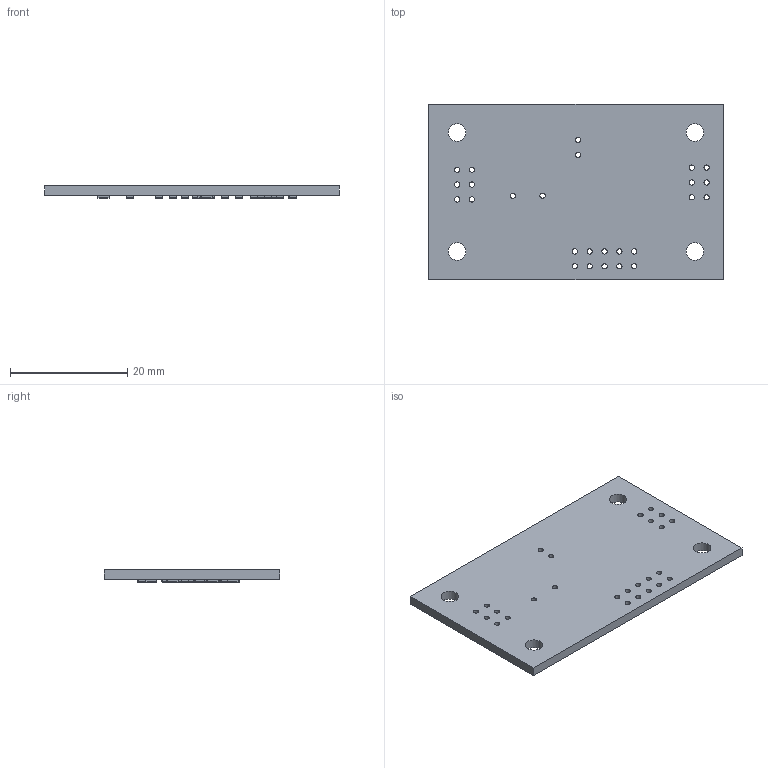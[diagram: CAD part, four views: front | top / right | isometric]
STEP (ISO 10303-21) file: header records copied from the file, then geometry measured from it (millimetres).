
FILE_DESCRIPTION(('KiCad electronic assembly'),'2;1');
FILE_NAME('PCRD01.step','2023-04-12T13:17:03',('Pcbnew'),('Kicad'), 'Open CASCADE STEP processor 7.5','KiCad to STEP converter','Unknown' );
FILE_SCHEMA(('AUTOMOTIVE_DESIGN { 1 0 10303 214 1 1 1 1 }'));
Length unit declared in the file: millimetre
Products named in the file (4): PCRD01 1; R_0805_2012Metric; SOLID; tmp5e2q1wsv PCB
Assembly tree (25 placements, depth 3):
  PCRD01 1
    R_0805_2012Metric  x23
      SOLID
    tmp5e2q1wsv PCB
Bounding box: 50.29 x 29.97 x 2.1 mm (x, y, z)
Volume: 2362.6 mm3; surface area: 3536 mm2
Topology: 24 solids, 24 shells, 634 faces, 1666 edges, 1080 vertices
Faces by surface type: plane 420, cylinder 214
Full cylindrical faces by diameter (mm): 0.9 x26, 3 x4
Entity records: 4975 total; most frequent: CARTESIAN_POINT 1118, DIRECTION 694, LINE 358, VECTOR 358, ORIENTED_EDGE 340, PCURVE 340, DEFINITIONAL_REPRESENTATION 340, EDGE_CURVE 170
